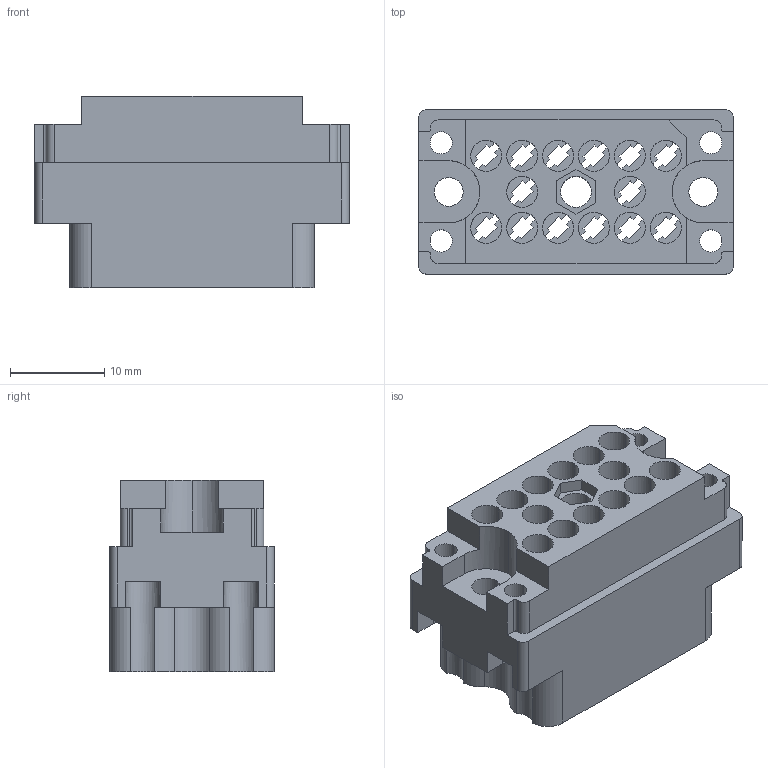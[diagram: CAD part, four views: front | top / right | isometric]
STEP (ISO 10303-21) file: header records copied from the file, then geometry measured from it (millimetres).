
FILE_DESCRIPTION (( 'STEP AP203' ), '1' );
FILE_NAME ('519-014-000-300.STEP', '2020-03-03T19:44:29', ( '' ), ( '' ), 'SwSTEP 2.0', 'SolidWorks 2016', '' );
FILE_SCHEMA (( 'CONFIG_CONTROL_DESIGN' ));
Length unit declared in the file: inch
Products named in the file (2): 519-014-000-300; 519 Plug Insulator_014
Assembly tree (1 placements, depth 2):
  519-014-000-300
    519 Plug Insulator_014
Bounding box: 33.32 x 17.42 x 20.27 mm (x, y, z)
Volume: 4959.3 mm3; surface area: 6119.9 mm2
Topology: 1 solids, 1 shells, 494 faces, 1442 edges, 960 vertices
Faces by surface type: plane 329, cylinder 163, cone 2
Entity records: 16672 total; most frequent: CARTESIAN_POINT 2900, ORIENTED_EDGE 2884, DIRECTION 2832, EDGE_CURVE 1442, VECTOR 1048, LINE 1048, VERTEX_POINT 960, AXIS2_PLACEMENT_3D 892
